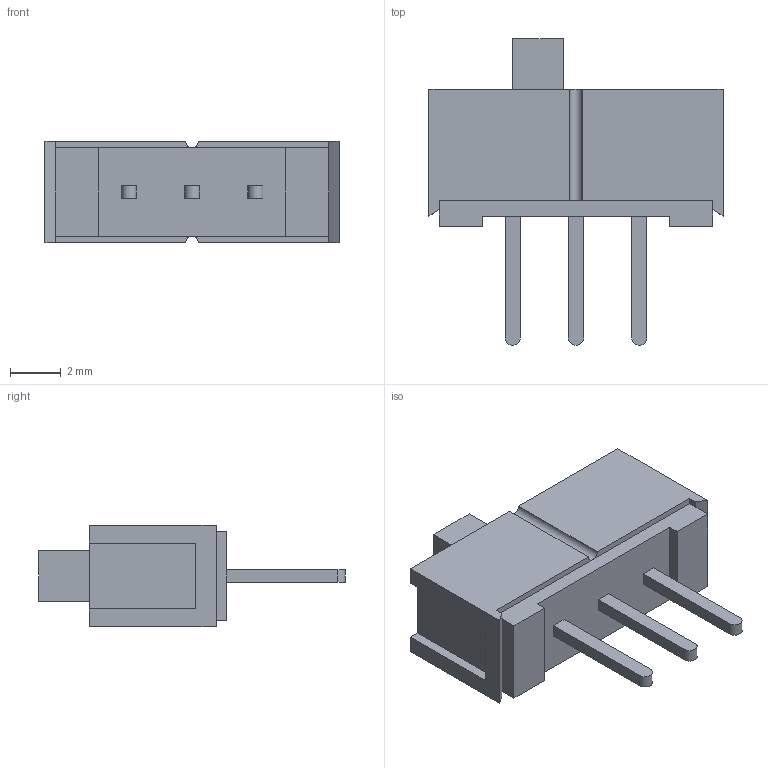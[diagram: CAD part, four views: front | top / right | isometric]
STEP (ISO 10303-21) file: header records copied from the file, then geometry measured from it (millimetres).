
FILE_DESCRIPTION (( 'STEP AP214' ), '1' );
FILE_NAME ('EG1218.STEP', '2020-02-14T13:29:34', ( '' ), ( '' ), 'SwSTEP 2.0', 'SolidWorks 2017', '' );
FILE_SCHEMA (( 'AUTOMOTIVE_DESIGN' ));
Length unit declared in the file: millimetre
Products named in the file (1): EG1218
Bounding box: 11.6 x 12.1 x 4 mm (x, y, z)
Volume: 232 mm3; surface area: 409 mm2
Topology: 5 solids, 5 shells, 62 faces, 151 edges, 100 vertices
Faces by surface type: plane 56, cylinder 6
Entity records: 1861 total; most frequent: CARTESIAN_POINT 314, ORIENTED_EDGE 302, DIRECTION 289, EDGE_CURVE 151, LINE 139, VECTOR 139, VERTEX_POINT 100, AXIS2_PLACEMENT_3D 75
